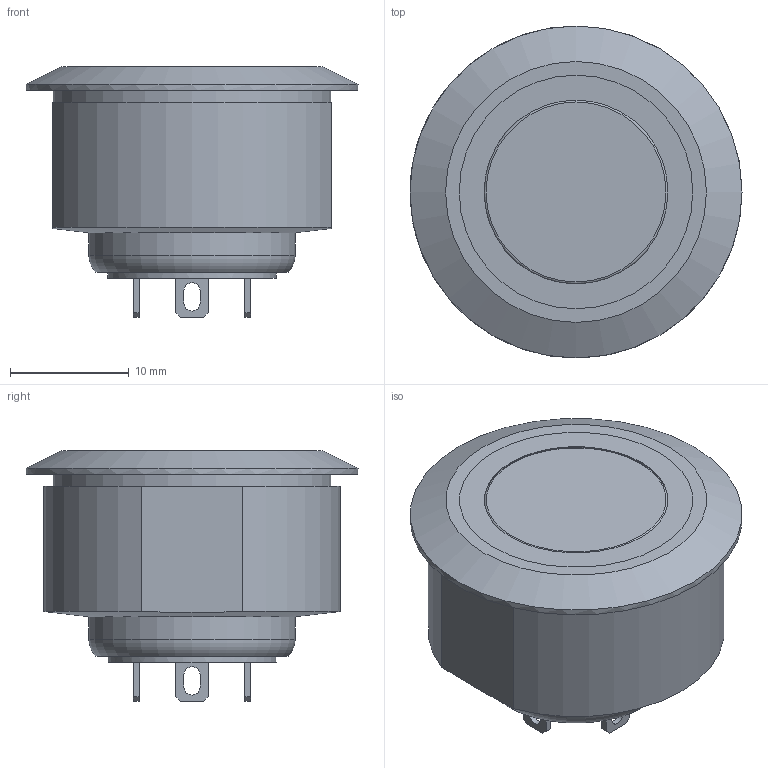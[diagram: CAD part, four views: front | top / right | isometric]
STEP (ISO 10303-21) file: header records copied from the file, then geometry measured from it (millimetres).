
FILE_DESCRIPTION(/* description */ (''),/* implementation_level */ '2;1');
FILE_NAME(/* name */ 'SV8F23SS3xx.stp',/* time_stamp */ '2021-03-02T22:37:17-06:00',/* author */ ('mwilliams'),/* organization */ (''),/* preprocessor_version */ 'ST-DEVELOPER v18',/* originating_system */ 'Autodesk Inventor 2020',/* authorisation */ '');
FILE_SCHEMA (('AUTOMOTIVE_DESIGN { 1 0 10303 214 3 1 1 }'));
Length unit declared in the file: millimetre
Products named in the file (1): SV8F23SS3xx
Bounding box: 28 x 28 x 21.15 mm (x, y, z)
Volume: 7457.4 mm3; surface area: 2970 mm2
Topology: 1 solids, 1 shells, 150 faces, 413 edges, 278 vertices
Faces by surface type: plane 125, cylinder 21, torus 2, cone 2
Full cylindrical faces by diameter (mm): 12.2 x1, 14.2 x1, 15.4 x1, 15.5 x1, 17.4 x1, 23.4 x1, 28 x1
Entity records: 4863 total; most frequent: CARTESIAN_POINT 846, DIRECTION 829, ORIENTED_EDGE 826, EDGE_CURVE 413, LINE 295, VECTOR 295, VERTEX_POINT 278, AXIS2_PLACEMENT_3D 267
